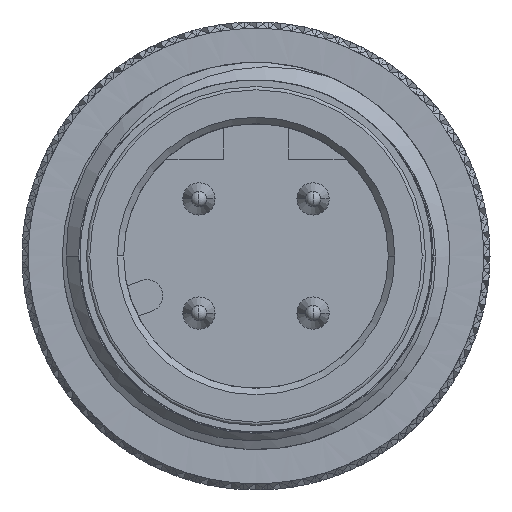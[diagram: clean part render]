
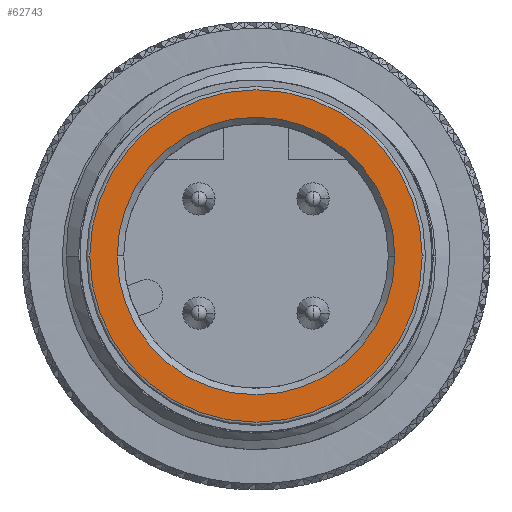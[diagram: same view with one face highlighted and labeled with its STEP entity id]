
A CAD part, left-side view. The second image highlights one B-rep face of the part: STEP entity #62743.
In plain terms, the highlighted planar face has unit normal (-1, 0, 0).
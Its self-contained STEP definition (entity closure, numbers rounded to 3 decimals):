
#3074 = EDGE_LOOP ( 'NONE', ( #121434, #8222 ) ) ;
#4766 = EDGE_LOOP ( 'NONE', ( #120220, #97086 ) ) ;
#5981 = FACE_BOUND ( 'NONE', #3074, .T. ) ;
#7202 = CARTESIAN_POINT ( 'NONE',  ( -9., 4.1, 0. ) ) ;
#7766 = VERTEX_POINT ( 'NONE', #97209 ) ;
#7854 = CIRCLE ( 'NONE', #33683, 4.3 ) ;
#8222 = ORIENTED_EDGE ( 'NONE', *, *, #113158, .T. ) ;
#11478 = AXIS2_PLACEMENT_3D ( 'NONE', #101501, #45065, #23473 ) ;
#13523 = DIRECTION ( 'NONE',  ( 1., 0., 0. ) ) ;
#20579 = AXIS2_PLACEMENT_3D ( 'NONE', #109731, #13523, #98611 ) ;
#23360 = CIRCLE ( 'NONE', #11478, 5.15 ) ;
#23473 = DIRECTION ( 'NONE',  ( 0., 0., -1. ) ) ;
#25624 = EDGE_CURVE ( 'NONE', #7766, #63302, #121737, .T. ) ;
#28565 = AXIS2_PLACEMENT_3D ( 'NONE', #7202, #105264, #38282 ) ;
#33683 = AXIS2_PLACEMENT_3D ( 'NONE', #95792, #48024, #116861 ) ;
#38282 = DIRECTION ( 'NONE',  ( 0., 0., -1. ) ) ;
#45065 = DIRECTION ( 'NONE',  ( -1., 0., 0. ) ) ;
#47870 = EDGE_CURVE ( 'NONE', #65740, #109096, #91942, .T. ) ;
#48024 = DIRECTION ( 'NONE',  ( 1., 0., 0. ) ) ;
#53865 = CARTESIAN_POINT ( 'NONE',  ( -9., 0., -4.3 ) ) ;
#62743 = ADVANCED_FACE ( 'NONE', ( #5981, #63776 ), #92311, .F. ) ;
#63302 = VERTEX_POINT ( 'NONE', #53865 ) ;
#63776 = FACE_OUTER_BOUND ( 'NONE', #4766, .T. ) ;
#65740 = VERTEX_POINT ( 'NONE', #115745 ) ;
#91548 = CARTESIAN_POINT ( 'NONE',  ( -9., 0., -5.15 ) ) ;
#91942 = CIRCLE ( 'NONE', #101840, 5.15 ) ;
#92311 = PLANE ( 'NONE',  #28565 ) ;
#95792 = CARTESIAN_POINT ( 'NONE',  ( -9., 0., 0. ) ) ;
#97086 = ORIENTED_EDGE ( 'NONE', *, *, #47870, .T. ) ;
#97132 = DIRECTION ( 'NONE',  ( -1., 0., 0. ) ) ;
#97209 = CARTESIAN_POINT ( 'NONE',  ( -9., 0., 4.3 ) ) ;
#98352 = DIRECTION ( 'NONE',  ( 0., 0., -1. ) ) ;
#98611 = DIRECTION ( 'NONE',  ( 0., 0., -1. ) ) ;
#101501 = CARTESIAN_POINT ( 'NONE',  ( -9., 0., 0. ) ) ;
#101840 = AXIS2_PLACEMENT_3D ( 'NONE', #107661, #97132, #98352 ) ;
#105264 = DIRECTION ( 'NONE',  ( 1., 0., 0. ) ) ;
#107661 = CARTESIAN_POINT ( 'NONE',  ( -9., 0., 0. ) ) ;
#109096 = VERTEX_POINT ( 'NONE', #91548 ) ;
#109731 = CARTESIAN_POINT ( 'NONE',  ( -9., 0., 0. ) ) ;
#113158 = EDGE_CURVE ( 'NONE', #63302, #7766, #7854, .T. ) ;
#115745 = CARTESIAN_POINT ( 'NONE',  ( -9., 0., 5.15 ) ) ;
#116861 = DIRECTION ( 'NONE',  ( 0., 0., -1. ) ) ;
#119320 = EDGE_CURVE ( 'NONE', #109096, #65740, #23360, .T. ) ;
#120220 = ORIENTED_EDGE ( 'NONE', *, *, #119320, .T. ) ;
#121434 = ORIENTED_EDGE ( 'NONE', *, *, #25624, .T. ) ;
#121737 = CIRCLE ( 'NONE', #20579, 4.3 ) ;
